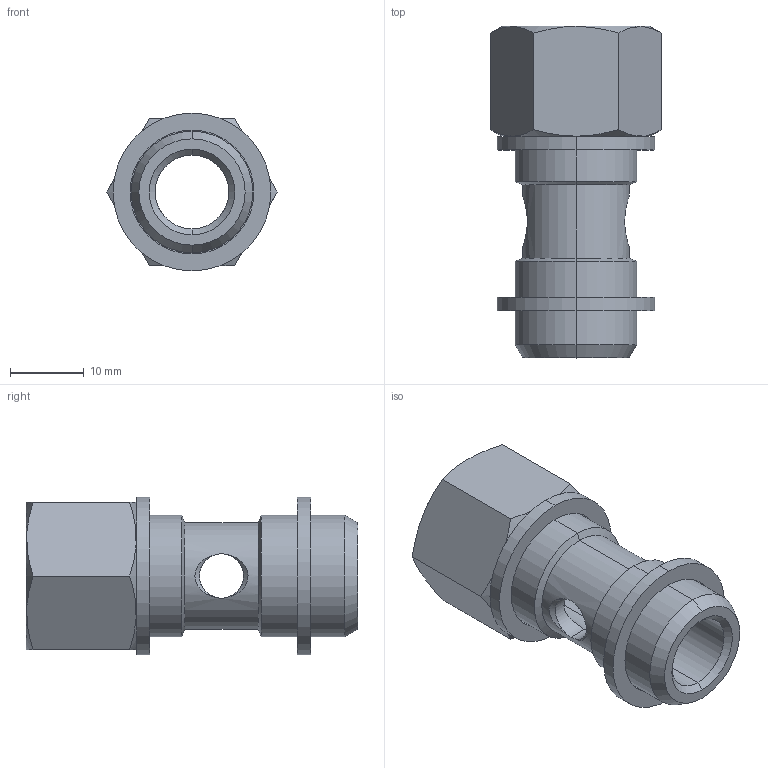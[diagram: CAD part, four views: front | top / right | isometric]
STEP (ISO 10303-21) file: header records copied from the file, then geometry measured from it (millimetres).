
FILE_DESCRIPTION (( 'STEP AP203' ), '1' );
FILE_NAME ('A0230003.STEP', '2009-12-04T13:16:50', ( 'Gabriele' ), ( 'C.Matic srl' ), 'SwSTEP 2.0', 'SolidWorks 2009', '' );
FILE_SCHEMA (( 'CONFIG_CONTROL_DESIGN' ));
Length unit declared in the file: millimetre
Products named in the file (3): A0230003; 003-0050; 001-A109
Assembly tree (3 placements, depth 2):
  A0230003
    001-A109
    003-0050  x2
Bounding box: 23.09 x 45 x 21.4 mm (x, y, z)
Volume: 6604.3 mm3; surface area: 5537.5 mm2
Topology: 3 solids, 3 shells, 55 faces, 126 edges, 78 vertices
Faces by surface type: cylinder 22, cone 20, plane 13
Entity records: 2063 total; most frequent: CARTESIAN_POINT 627, DIRECTION 234, ORIENTED_EDGE 228, EDGE_CURVE 114, AXIS2_PLACEMENT_3D 97, VERTEX_POINT 70, EDGE_LOOP 58, ADVANCED_FACE 49
